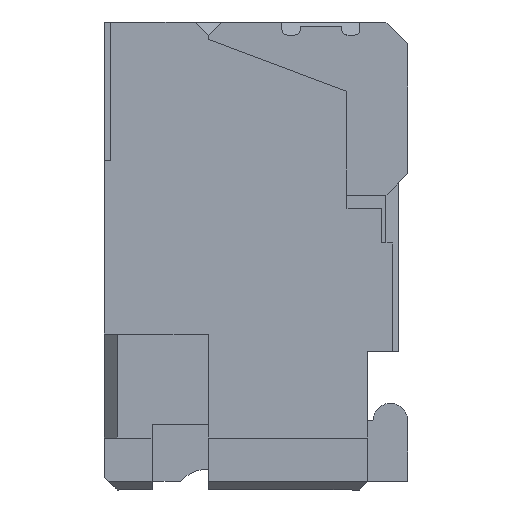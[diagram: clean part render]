
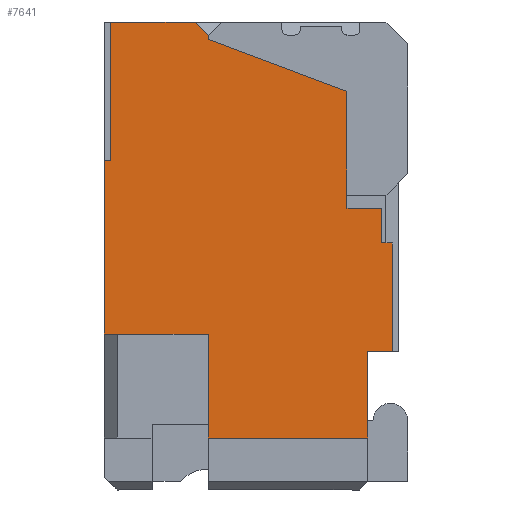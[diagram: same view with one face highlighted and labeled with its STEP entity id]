
A CAD part, left-side view. The second image highlights one B-rep face of the part: STEP entity #7641.
In plain terms, the highlighted planar face has unit normal (-1, 0, 0).
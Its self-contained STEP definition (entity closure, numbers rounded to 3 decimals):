
#52 = VECTOR ( 'NONE', #7239, 1000. ) ;
#238 = VECTOR ( 'NONE', #8586, 1000. ) ;
#240 = CARTESIAN_POINT ( 'NONE',  ( -2.7, 0., -1.05 ) ) ;
#301 = CARTESIAN_POINT ( 'NONE',  ( -2.7, 0.088, -0.55 ) ) ;
#384 = EDGE_CURVE ( 'NONE', #5545, #9318, #3629, .T. ) ;
#558 = DIRECTION ( 'NONE',  ( 0., 0., 1. ) ) ;
#576 = CARTESIAN_POINT ( 'NONE',  ( -2.7, 0.35, 0.275 ) ) ;
#681 = CARTESIAN_POINT ( 'NONE',  ( -2.7, -0.062, 0.062 ) ) ;
#1176 = CARTESIAN_POINT ( 'NONE',  ( -2.7, 1.715, 1.35 ) ) ;
#1183 = VERTEX_POINT ( 'NONE', #1440 ) ;
#1186 = LINE ( 'NONE', #681, #8581 ) ;
#1221 = EDGE_CURVE ( 'NONE', #8026, #1451, #8230, .T. ) ;
#1302 = VECTOR ( 'NONE', #8125, 1000. ) ;
#1306 = LINE ( 'NONE', #5548, #4915 ) ;
#1425 = VECTOR ( 'NONE', #1646, 1000. ) ;
#1440 = CARTESIAN_POINT ( 'NONE',  ( -2.7, 0.088, 0.075 ) ) ;
#1451 = VERTEX_POINT ( 'NONE', #9098 ) ;
#1467 = ORIENTED_EDGE ( 'NONE', *, *, #10047, .F. ) ;
#1483 = DIRECTION ( 'NONE',  ( 0., 0.707, 0.707 ) ) ;
#1627 = VERTEX_POINT ( 'NONE', #1956 ) ;
#1646 = DIRECTION ( 'NONE',  ( 0., -0.936, -0.351 ) ) ;
#1671 = EDGE_CURVE ( 'NONE', #1451, #7663, #5596, .T. ) ;
#1696 = EDGE_CURVE ( 'NONE', #3412, #7331, #5687, .T. ) ;
#1724 = VECTOR ( 'NONE', #2215, 1000. ) ;
#1811 = CARTESIAN_POINT ( 'NONE',  ( -2.7, 1.15, 1.35 ) ) ;
#1847 = EDGE_CURVE ( 'NONE', #3474, #6665, #8914, .T. ) ;
#1866 = LINE ( 'NONE', #4652, #1724 ) ;
#1905 = DIRECTION ( 'NONE',  ( 0., 1., 0. ) ) ;
#1956 = CARTESIAN_POINT ( 'NONE',  ( -2.7, 1.15, -1.05 ) ) ;
#1991 = CARTESIAN_POINT ( 'NONE',  ( -2.7, 1.715, 0.55 ) ) ;
#2123 = VECTOR ( 'NONE', #9687, 1000. ) ;
#2145 = CARTESIAN_POINT ( 'NONE',  ( -2.7, 0.23, -0.55 ) ) ;
#2215 = DIRECTION ( 'NONE',  ( 0., 0., 1. ) ) ;
#2270 = VERTEX_POINT ( 'NONE', #3551 ) ;
#2381 = EDGE_CURVE ( 'NONE', #1183, #8994, #9836, .T. ) ;
#2391 = VECTOR ( 'NONE', #4042, 1000. ) ;
#2490 = CARTESIAN_POINT ( 'NONE',  ( -2.7, 0.35, 0.95 ) ) ;
#2501 = AXIS2_PLACEMENT_3D ( 'NONE', #6174, #5197, #558 ) ;
#2513 = CARTESIAN_POINT ( 'NONE',  ( -2.7, 1.225, 1.35 ) ) ;
#2560 = EDGE_LOOP ( 'NONE', ( #2957, #8037, #3162, #6282, #9873, #1467, #2687, #9889, #3094, #9999, #8454, #2638, #6391, #6309, #6474, #7704, #4759 ) ) ;
#2638 = ORIENTED_EDGE ( 'NONE', *, *, #1671, .F. ) ;
#2654 = DIRECTION ( 'NONE',  ( 0., 0., -1. ) ) ;
#2687 = ORIENTED_EDGE ( 'NONE', *, *, #9569, .F. ) ;
#2849 = CARTESIAN_POINT ( 'NONE',  ( -2.7, 0.15, 0.075 ) ) ;
#2927 = VECTOR ( 'NONE', #1905, 1000. ) ;
#2931 = CARTESIAN_POINT ( 'NONE',  ( -2.7, 1.75, 0.55 ) ) ;
#2957 = ORIENTED_EDGE ( 'NONE', *, *, #6732, .T. ) ;
#2961 = CARTESIAN_POINT ( 'NONE',  ( -2.7, 1.15, -0.45 ) ) ;
#3094 = ORIENTED_EDGE ( 'NONE', *, *, #384, .F. ) ;
#3162 = ORIENTED_EDGE ( 'NONE', *, *, #9357, .T. ) ;
#3267 = CARTESIAN_POINT ( 'NONE',  ( -2.7, 0.15, 0.075 ) ) ;
#3270 = DIRECTION ( 'NONE',  ( 0., 0., -1. ) ) ;
#3412 = VERTEX_POINT ( 'NONE', #4907 ) ;
#3464 = CARTESIAN_POINT ( 'NONE',  ( -2.7, 0.23, -0.55 ) ) ;
#3474 = VERTEX_POINT ( 'NONE', #301 ) ;
#3551 = CARTESIAN_POINT ( 'NONE',  ( -2.7, 1.15, 1.275 ) ) ;
#3629 = LINE ( 'NONE', #5592, #238 ) ;
#3713 = LINE ( 'NONE', #1811, #7232 ) ;
#3818 = CARTESIAN_POINT ( 'NONE',  ( -2.7, 0.088, -1.35 ) ) ;
#3894 = DIRECTION ( 'NONE',  ( 0., 1., 0. ) ) ;
#3895 = VERTEX_POINT ( 'NONE', #9262 ) ;
#3935 = DIRECTION ( 'NONE',  ( 0., 1., 0. ) ) ;
#4042 = DIRECTION ( 'NONE',  ( 0., 1., 0. ) ) ;
#4369 = CARTESIAN_POINT ( 'NONE',  ( -2.7, 0.23, -1.05 ) ) ;
#4553 = EDGE_CURVE ( 'NONE', #6521, #5545, #1866, .T. ) ;
#4652 = CARTESIAN_POINT ( 'NONE',  ( -2.7, 1.715, 1.35 ) ) ;
#4694 = FACE_OUTER_BOUND ( 'NONE', #2560, .T. ) ;
#4759 = ORIENTED_EDGE ( 'NONE', *, *, #1847, .F. ) ;
#4899 = VECTOR ( 'NONE', #3935, 1000. ) ;
#4907 = CARTESIAN_POINT ( 'NONE',  ( -2.7, 0.15, 0.275 ) ) ;
#4915 = VECTOR ( 'NONE', #10175, 1000. ) ;
#5197 = DIRECTION ( 'NONE',  ( -1., 0., 0. ) ) ;
#5276 = DIRECTION ( 'NONE',  ( 0., 0., 1. ) ) ;
#5466 = EDGE_CURVE ( 'NONE', #6521, #7663, #9076, .T. ) ;
#5545 = VERTEX_POINT ( 'NONE', #1176 ) ;
#5548 = CARTESIAN_POINT ( 'NONE',  ( -2.7, 1.15, -0.45 ) ) ;
#5592 = CARTESIAN_POINT ( 'NONE',  ( -2.7, 1.75, 1.35 ) ) ;
#5596 = LINE ( 'NONE', #5978, #9157 ) ;
#5687 = LINE ( 'NONE', #6186, #9005 ) ;
#5978 = CARTESIAN_POINT ( 'NONE',  ( -2.7, 1.75, -1.35 ) ) ;
#6097 = EDGE_CURVE ( 'NONE', #9805, #1627, #9497, .T. ) ;
#6174 = CARTESIAN_POINT ( 'NONE',  ( -2.7, 0., 0. ) ) ;
#6186 = CARTESIAN_POINT ( 'NONE',  ( -2.7, 0.35, 0.275 ) ) ;
#6272 = CARTESIAN_POINT ( 'NONE',  ( -2.7, 1.15, -0.45 ) ) ;
#6282 = ORIENTED_EDGE ( 'NONE', *, *, #1696, .T. ) ;
#6309 = ORIENTED_EDGE ( 'NONE', *, *, #7795, .F. ) ;
#6353 = DIRECTION ( 'NONE',  ( 0., 0., 1. ) ) ;
#6391 = ORIENTED_EDGE ( 'NONE', *, *, #1221, .F. ) ;
#6474 = ORIENTED_EDGE ( 'NONE', *, *, #6097, .F. ) ;
#6521 = VERTEX_POINT ( 'NONE', #8783 ) ;
#6665 = VERTEX_POINT ( 'NONE', #2145 ) ;
#6732 = EDGE_CURVE ( 'NONE', #3474, #1183, #6974, .T. ) ;
#6751 = DIRECTION ( 'NONE',  ( 0., 1., 0. ) ) ;
#6795 = VECTOR ( 'NONE', #6353, 1000. ) ;
#6974 = LINE ( 'NONE', #3818, #52 ) ;
#7232 = VECTOR ( 'NONE', #2654, 1000. ) ;
#7239 = DIRECTION ( 'NONE',  ( 0., 0., 1. ) ) ;
#7331 = VERTEX_POINT ( 'NONE', #576 ) ;
#7438 = PLANE ( 'NONE',  #2501 ) ;
#7641 = ADVANCED_FACE ( 'NONE', ( #4694 ), #7438, .T. ) ;
#7663 = VERTEX_POINT ( 'NONE', #2931 ) ;
#7704 = ORIENTED_EDGE ( 'NONE', *, *, #10056, .F. ) ;
#7795 = EDGE_CURVE ( 'NONE', #1627, #8026, #1306, .T. ) ;
#7859 = EDGE_CURVE ( 'NONE', #2270, #9318, #1186, .T. ) ;
#7962 = LINE ( 'NONE', #9764, #1425 ) ;
#8026 = VERTEX_POINT ( 'NONE', #6272 ) ;
#8027 = VECTOR ( 'NONE', #3270, 1000. ) ;
#8037 = ORIENTED_EDGE ( 'NONE', *, *, #2381, .T. ) ;
#8082 = LINE ( 'NONE', #3464, #1302 ) ;
#8095 = LINE ( 'NONE', #2490, #8027 ) ;
#8125 = DIRECTION ( 'NONE',  ( 0., 0., -1. ) ) ;
#8230 = LINE ( 'NONE', #2961, #4899 ) ;
#8249 = VERTEX_POINT ( 'NONE', #9902 ) ;
#8454 = ORIENTED_EDGE ( 'NONE', *, *, #5466, .T. ) ;
#8581 = VECTOR ( 'NONE', #1483, 1000. ) ;
#8586 = DIRECTION ( 'NONE',  ( 0., -1., 0. ) ) ;
#8783 = CARTESIAN_POINT ( 'NONE',  ( -2.7, 1.715, 0.55 ) ) ;
#8914 = LINE ( 'NONE', #9608, #2391 ) ;
#8994 = VERTEX_POINT ( 'NONE', #3267 ) ;
#9005 = VECTOR ( 'NONE', #6751, 1000. ) ;
#9076 = LINE ( 'NONE', #1991, #2123 ) ;
#9098 = CARTESIAN_POINT ( 'NONE',  ( -2.7, 1.75, -0.45 ) ) ;
#9157 = VECTOR ( 'NONE', #5276, 1000. ) ;
#9262 = CARTESIAN_POINT ( 'NONE',  ( -2.7, 1.15, 1.25 ) ) ;
#9318 = VERTEX_POINT ( 'NONE', #2513 ) ;
#9357 = EDGE_CURVE ( 'NONE', #8994, #3412, #10230, .T. ) ;
#9497 = LINE ( 'NONE', #240, #2927 ) ;
#9569 = EDGE_CURVE ( 'NONE', #2270, #3895, #3713, .T. ) ;
#9608 = CARTESIAN_POINT ( 'NONE',  ( -2.7, 0.05, -0.55 ) ) ;
#9687 = DIRECTION ( 'NONE',  ( 0., 1., 0. ) ) ;
#9764 = CARTESIAN_POINT ( 'NONE',  ( -2.7, 1.15, 1.25 ) ) ;
#9766 = VECTOR ( 'NONE', #3894, 1000. ) ;
#9805 = VERTEX_POINT ( 'NONE', #4369 ) ;
#9836 = LINE ( 'NONE', #2849, #9766 ) ;
#9873 = ORIENTED_EDGE ( 'NONE', *, *, #10111, .F. ) ;
#9889 = ORIENTED_EDGE ( 'NONE', *, *, #7859, .T. ) ;
#9902 = CARTESIAN_POINT ( 'NONE',  ( -2.7, 0.35, 0.95 ) ) ;
#9999 = ORIENTED_EDGE ( 'NONE', *, *, #4553, .F. ) ;
#10047 = EDGE_CURVE ( 'NONE', #3895, #8249, #7962, .T. ) ;
#10056 = EDGE_CURVE ( 'NONE', #6665, #9805, #8082, .T. ) ;
#10111 = EDGE_CURVE ( 'NONE', #8249, #7331, #8095, .T. ) ;
#10158 = CARTESIAN_POINT ( 'NONE',  ( -2.7, 0.15, 0.275 ) ) ;
#10175 = DIRECTION ( 'NONE',  ( 0., 0., 1. ) ) ;
#10230 = LINE ( 'NONE', #10158, #6795 ) ;
